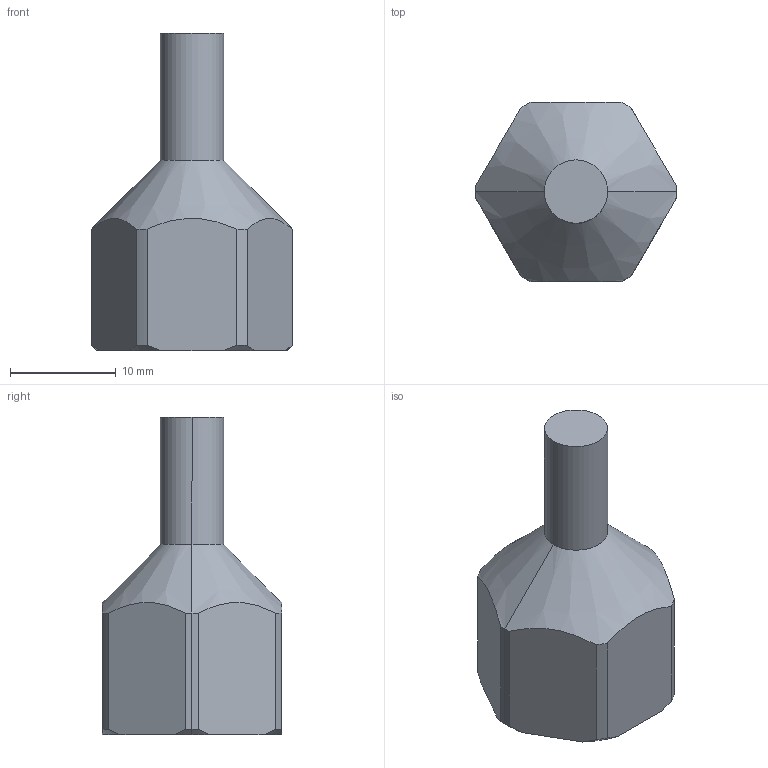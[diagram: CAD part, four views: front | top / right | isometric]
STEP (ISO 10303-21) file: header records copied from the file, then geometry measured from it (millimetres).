
FILE_DESCRIPTION(('STEP AP214'),'1');
FILE_NAME(' ',' ',('TraceParts'),('TraceParts S.A.'),'XStep 1.0',' ',' ');
FILE_SCHEMA(('automotive_design'));
Length unit declared in the file: millimetre
Products named in the file (1): 1
Bounding box: 19 x 17 x 30 mm (x, y, z)
Volume: 3405.5 mm3; surface area: 1806.2 mm2
Topology: 1 solids, 1 shells, 37 faces, 92 edges, 57 vertices
Faces by surface type: cylinder 14, cone 14, plane 9
Entity records: 2119 total; most frequent: CARTESIAN_POINT 221, DIRECTION 186, STYLED_ITEM 184, PRESENTATION_STYLE_ASSIGNMENT 184, COLOUR_RGB 184, ORIENTED_EDGE 180, EDGE_CURVE 90, CURVE_STYLE 90
